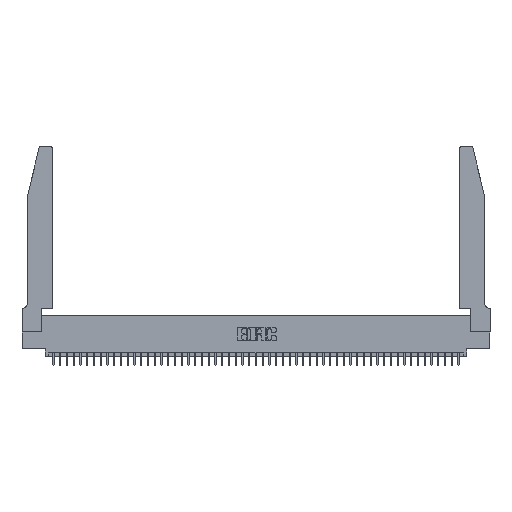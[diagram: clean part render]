
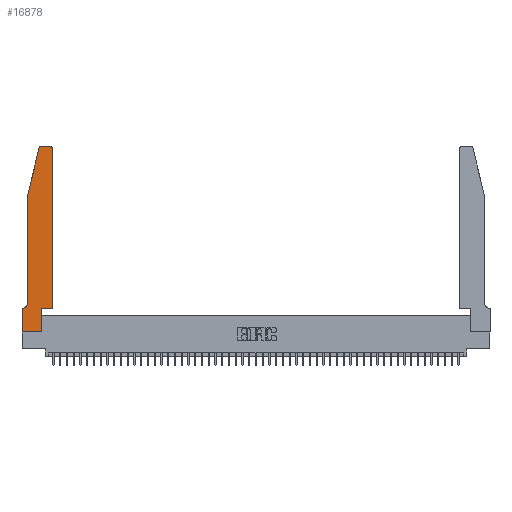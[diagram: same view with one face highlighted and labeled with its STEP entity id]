
A CAD part, top view. The second image highlights one B-rep face of the part: STEP entity #16878.
In plain terms, the highlighted planar face has unit normal (0, 0, 1).
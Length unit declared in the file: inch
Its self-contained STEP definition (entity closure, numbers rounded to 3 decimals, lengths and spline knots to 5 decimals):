
#153 = EDGE_CURVE ( 'NONE', #29654, #29216, #7511, .T. ) ;
#534 = EDGE_CURVE ( 'NONE', #26277, #40470, #30838, .T. ) ;
#1912 = AXIS2_PLACEMENT_3D ( 'NONE', #18896, #34449, #14842 ) ;
#2231 = VECTOR ( 'NONE', #4811, 39.37008 ) ;
#2741 = LINE ( 'NONE', #18257, #11365 ) ;
#2759 = ORIENTED_EDGE ( 'NONE', *, *, #9816, .T. ) ;
#3961 = LINE ( 'NONE', #49758, #14210 ) ;
#4195 = EDGE_CURVE ( 'NONE', #11448, #26277, #38730, .T. ) ;
#4780 = ORIENTED_EDGE ( 'NONE', *, *, #15202, .T. ) ;
#4811 = DIRECTION ( 'NONE',  ( -1., 0., 0. ) ) ;
#7332 = DIRECTION ( 'NONE',  ( 0., 0., 1. ) ) ;
#7460 = CARTESIAN_POINT ( 'NONE',  ( 0.284, 2.75, 0.37 ) ) ;
#7511 = LINE ( 'NONE', #30464, #39287 ) ;
#8575 = EDGE_LOOP ( 'NONE', ( #10584, #34336, #40929, #15857, #45187, #2759, #47413, #4780, #10964, #46404, #34172, #16801 ) ) ;
#9171 = LINE ( 'NONE', #24682, #13706 ) ;
#9816 = EDGE_CURVE ( 'NONE', #46107, #29256, #38702, .T. ) ;
#10584 = ORIENTED_EDGE ( 'NONE', *, *, #534, .T. ) ;
#10739 = EDGE_CURVE ( 'NONE', #29216, #36653, #9171, .T. ) ;
#10808 = VECTOR ( 'NONE', #27006, 39.37008 ) ;
#10884 = DIRECTION ( 'NONE',  ( 0., 0., 1. ) ) ;
#10964 = ORIENTED_EDGE ( 'NONE', *, *, #19486, .T. ) ;
#11106 = DIRECTION ( 'NONE',  ( -0.239, -0.971, 0. ) ) ;
#11365 = VECTOR ( 'NONE', #40697, 39.37008 ) ;
#11448 = VERTEX_POINT ( 'NONE', #31862 ) ;
#11568 = LINE ( 'NONE', #46211, #12593 ) ;
#11636 = CIRCLE ( 'NONE', #1912, 0.03 ) ;
#12078 = EDGE_CURVE ( 'NONE', #27946, #11448, #2741, .T. ) ;
#12235 = CARTESIAN_POINT ( 'NONE',  ( 0., 0., 0.37 ) ) ;
#12593 = VECTOR ( 'NONE', #14645, 39.37008 ) ;
#12892 = CARTESIAN_POINT ( 'NONE',  ( 0.0055, 0.35, 0.37 ) ) ;
#13706 = VECTOR ( 'NONE', #21113, 39.37008 ) ;
#13798 = DIRECTION ( 'NONE',  ( -1., 0., 0. ) ) ;
#14060 = CARTESIAN_POINT ( 'NONE',  ( 0.2865, 0.35, 0.37 ) ) ;
#14210 = VECTOR ( 'NONE', #35017, 39.37008 ) ;
#14500 = FACE_OUTER_BOUND ( 'NONE', #8575, .T. ) ;
#14645 = DIRECTION ( 'NONE',  ( 1., 0., 0. ) ) ;
#14842 = DIRECTION ( 'NONE',  ( 1., 0., 0. ) ) ;
#14970 = CARTESIAN_POINT ( 'NONE',  ( 0.0755, 2., 0.37 ) ) ;
#14992 = PLANE ( 'NONE',  #21608 ) ;
#15156 = EDGE_CURVE ( 'NONE', #19494, #27946, #11568, .T. ) ;
#15202 = EDGE_CURVE ( 'NONE', #33965, #18598, #3961, .T. ) ;
#15857 = ORIENTED_EDGE ( 'NONE', *, *, #10739, .T. ) ;
#16364 = CARTESIAN_POINT ( 'NONE',  ( 0.4505, 0.35, 0.37 ) ) ;
#16801 = ORIENTED_EDGE ( 'NONE', *, *, #4195, .T. ) ;
#16878 = ADVANCED_FACE ( 'NONE', ( #14500 ), #14992, .T. ) ;
#17346 = DIRECTION ( 'NONE',  ( 0., 0., -1. ) ) ;
#17772 = CARTESIAN_POINT ( 'NONE',  ( 0.0755, 0.42, 0.37 ) ) ;
#18116 = CARTESIAN_POINT ( 'NONE',  ( 0.2865, 0.35, 0.37 ) ) ;
#18257 = CARTESIAN_POINT ( 'NONE',  ( 0.4505, 0.35, 0.37 ) ) ;
#18598 = VERTEX_POINT ( 'NONE', #41947 ) ;
#18896 = CARTESIAN_POINT ( 'NONE',  ( 0.284, 2.72, 0.37 ) ) ;
#19486 = EDGE_CURVE ( 'NONE', #18598, #19494, #21924, .T. ) ;
#19494 = VERTEX_POINT ( 'NONE', #14060 ) ;
#20353 = LINE ( 'NONE', #12235, #40564 ) ;
#21113 = DIRECTION ( 'NONE',  ( 0., -1., 0. ) ) ;
#21416 = AXIS2_PLACEMENT_3D ( 'NONE', #48915, #17346, #13798 ) ;
#21608 = AXIS2_PLACEMENT_3D ( 'NONE', #30536, #7332, #46057 ) ;
#21924 = LINE ( 'NONE', #18116, #28642 ) ;
#22576 = CARTESIAN_POINT ( 'NONE',  ( 0.4205, 2.72, 0.37 ) ) ;
#24682 = CARTESIAN_POINT ( 'NONE',  ( 0.0755, 2., 0.37 ) ) ;
#25112 = EDGE_CURVE ( 'NONE', #40470, #29654, #11636, .T. ) ;
#26263 = DIRECTION ( 'NONE',  ( 0., 1., 0. ) ) ;
#26277 = VERTEX_POINT ( 'NONE', #48477 ) ;
#27006 = DIRECTION ( 'NONE',  ( -1., 0., 0. ) ) ;
#27272 = CARTESIAN_POINT ( 'NONE',  ( 0.2605, 2.75, 0.37 ) ) ;
#27946 = VERTEX_POINT ( 'NONE', #16364 ) ;
#28642 = VECTOR ( 'NONE', #26263, 39.37008 ) ;
#29216 = VERTEX_POINT ( 'NONE', #14970 ) ;
#29256 = VERTEX_POINT ( 'NONE', #30250 ) ;
#29654 = VERTEX_POINT ( 'NONE', #46409 ) ;
#30250 = CARTESIAN_POINT ( 'NONE',  ( 0., 0.35, 0.37 ) ) ;
#30464 = CARTESIAN_POINT ( 'NONE',  ( 0.0755, 2., 0.37 ) ) ;
#30536 = CARTESIAN_POINT ( 'NONE',  ( 0., 0.35, 0.37 ) ) ;
#30838 = LINE ( 'NONE', #27272, #10808 ) ;
#31554 = EDGE_CURVE ( 'NONE', #29256, #33965, #20353, .T. ) ;
#31862 = CARTESIAN_POINT ( 'NONE',  ( 0.4505, 2.72, 0.37 ) ) ;
#32137 = CARTESIAN_POINT ( 'NONE',  ( 0., 0., 0.37 ) ) ;
#33965 = VERTEX_POINT ( 'NONE', #32137 ) ;
#34172 = ORIENTED_EDGE ( 'NONE', *, *, #12078, .T. ) ;
#34336 = ORIENTED_EDGE ( 'NONE', *, *, #25112, .T. ) ;
#34449 = DIRECTION ( 'NONE',  ( 0., 0., 1. ) ) ;
#35017 = DIRECTION ( 'NONE',  ( 1., 0., 0. ) ) ;
#35688 = DIRECTION ( 'NONE',  ( 0., -1., 0. ) ) ;
#36653 = VERTEX_POINT ( 'NONE', #17772 ) ;
#37890 = AXIS2_PLACEMENT_3D ( 'NONE', #22576, #10884, #49577 ) ;
#38702 = LINE ( 'NONE', #43507, #2231 ) ;
#38730 = CIRCLE ( 'NONE', #37890, 0.03 ) ;
#39287 = VECTOR ( 'NONE', #11106, 39.37008 ) ;
#39345 = EDGE_CURVE ( 'NONE', #36653, #46107, #44204, .T. ) ;
#40470 = VERTEX_POINT ( 'NONE', #7460 ) ;
#40564 = VECTOR ( 'NONE', #35688, 39.37008 ) ;
#40697 = DIRECTION ( 'NONE',  ( 0., 1., 0. ) ) ;
#40929 = ORIENTED_EDGE ( 'NONE', *, *, #153, .T. ) ;
#41947 = CARTESIAN_POINT ( 'NONE',  ( 0.2865, 0., 0.37 ) ) ;
#43507 = CARTESIAN_POINT ( 'NONE',  ( 0.0755, 0.35, 0.37 ) ) ;
#44204 = CIRCLE ( 'NONE', #21416, 0.07 ) ;
#45187 = ORIENTED_EDGE ( 'NONE', *, *, #39345, .T. ) ;
#46057 = DIRECTION ( 'NONE',  ( 1., 0., 0. ) ) ;
#46107 = VERTEX_POINT ( 'NONE', #12892 ) ;
#46211 = CARTESIAN_POINT ( 'NONE',  ( 0.4505, 0.35, 0.37 ) ) ;
#46404 = ORIENTED_EDGE ( 'NONE', *, *, #15156, .T. ) ;
#46409 = CARTESIAN_POINT ( 'NONE',  ( 0.25487, 2.72718, 0.37 ) ) ;
#47413 = ORIENTED_EDGE ( 'NONE', *, *, #31554, .T. ) ;
#48477 = CARTESIAN_POINT ( 'NONE',  ( 0.4205, 2.75, 0.37 ) ) ;
#48915 = CARTESIAN_POINT ( 'NONE',  ( 0.0055, 0.42, 0.37 ) ) ;
#49577 = DIRECTION ( 'NONE',  ( 1., 0., 0. ) ) ;
#49758 = CARTESIAN_POINT ( 'NONE',  ( 0., 0., 0.37 ) ) ;
